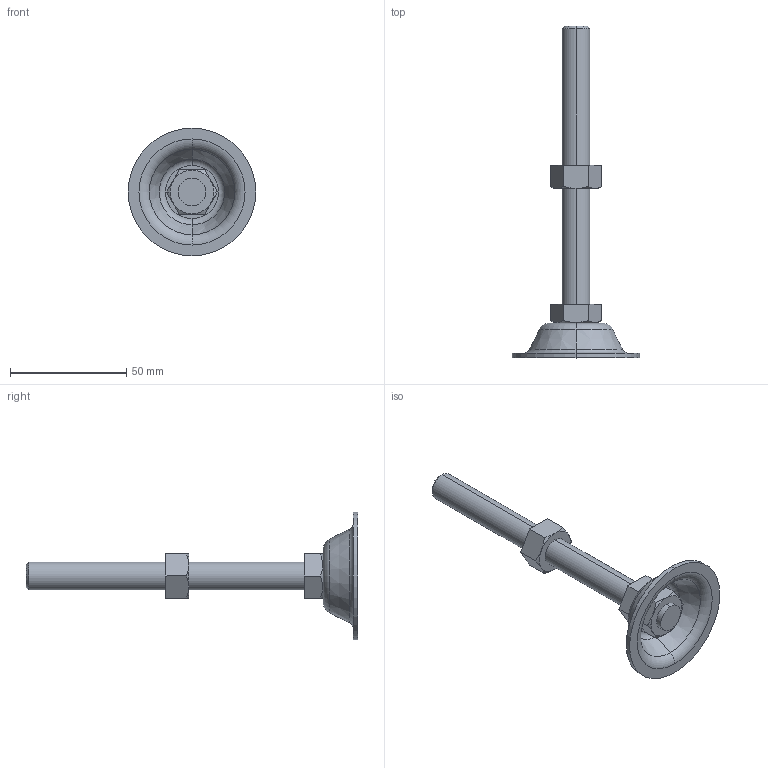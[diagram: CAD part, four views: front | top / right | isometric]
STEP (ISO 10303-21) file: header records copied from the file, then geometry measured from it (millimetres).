
FILE_DESCRIPTION (( 'STEP AP203' ), '1' );
FILE_NAME ('sone3D.STEP', '2017-10-30T01:44:31', ( '' ), ( '' ), 'SwSTEP 2.0', 'SolidWorks 2014', '' );
FILE_SCHEMA (( 'CONFIG_CONTROL_DESIGN' ));
Length unit declared in the file: millimetre
Products named in the file (4): 六角ナットM12（2種）; 六角ナットM12（1種）_JIS B 1181 Hexagon nut - Class 1 Finished M12 --N; sone3D; KC-1275-A-4_本体
Assembly tree (3 placements, depth 2):
  sone3D
    KC-1275-A-4_本体
    六角ナットM12（1種）_JIS B 1181 Hexagon nut - Class 1 Finished M12 --N
    六角ナットM12（2種）
Bounding box: 55 x 143 x 55 mm (x, y, z)
Volume: 27037 mm3; surface area: 14875.8 mm2
Topology: 3 solids, 3 shells, 68 faces, 148 edges, 92 vertices
Faces by surface type: plane 30, cone 18, cylinder 12, torus 8
Entity records: 2484 total; most frequent: CARTESIAN_POINT 586, DIRECTION 326, ORIENTED_EDGE 296, EDGE_CURVE 148, AXIS2_PLACEMENT_3D 136, VERTEX_POINT 92, EDGE_LOOP 78, FACE_OUTER_BOUND 68
